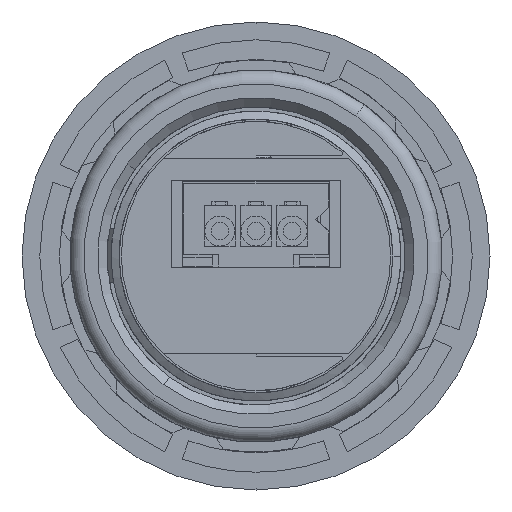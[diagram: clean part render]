
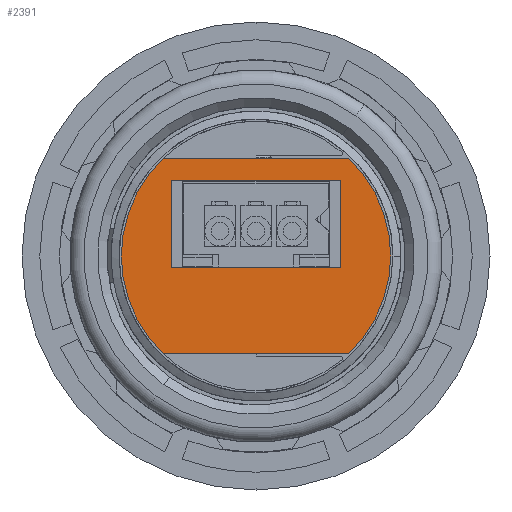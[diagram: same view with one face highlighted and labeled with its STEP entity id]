
A CAD part, front view. The second image highlights one B-rep face of the part: STEP entity #2391.
In plain terms, the highlighted planar face has unit normal (0, -1, 0).
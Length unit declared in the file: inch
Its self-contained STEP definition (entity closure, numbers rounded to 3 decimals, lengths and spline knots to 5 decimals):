
#189 = VECTOR ( 'NONE', #15039, 39.37008 ) ;
#2391 = ADVANCED_FACE ( 'NONE', ( #24294, #36680 ), #9458, .T. ) ;
#3195 = CARTESIAN_POINT ( 'NONE',  ( -0.24739, -1.1955, 0.2605 ) ) ;
#3578 = ORIENTED_EDGE ( 'NONE', *, *, #32712, .F. ) ;
#4350 = CARTESIAN_POINT ( 'NONE',  ( 0., -1.1955, 0. ) ) ;
#4694 = VERTEX_POINT ( 'NONE', #3195 ) ;
#4822 = ORIENTED_EDGE ( 'NONE', *, *, #9372, .T. ) ;
#5584 = ORIENTED_EDGE ( 'NONE', *, *, #26830, .T. ) ;
#6286 = CARTESIAN_POINT ( 'NONE',  ( 0.226, -1.1955, -0.0295 ) ) ;
#6340 = DIRECTION ( 'NONE',  ( 1., 0., 0. ) ) ;
#6692 = CARTESIAN_POINT ( 'NONE',  ( 0.226, -1.1955, -0.0295 ) ) ;
#6966 = CARTESIAN_POINT ( 'NONE',  ( 0.226, -1.1955, 0.2005 ) ) ;
#7239 = ORIENTED_EDGE ( 'NONE', *, *, #36594, .F. ) ;
#7266 = VERTEX_POINT ( 'NONE', #19936 ) ;
#7435 = ORIENTED_EDGE ( 'NONE', *, *, #9833, .F. ) ;
#7462 = DIRECTION ( 'NONE',  ( 0., -1., 0. ) ) ;
#7503 = EDGE_CURVE ( 'NONE', #16356, #7266, #8899, .T. ) ;
#7683 = AXIS2_PLACEMENT_3D ( 'NONE', #4350, #7462, #10436 ) ;
#7742 = CARTESIAN_POINT ( 'NONE',  ( -0.226, -1.1955, -0.0295 ) ) ;
#8229 = EDGE_CURVE ( 'NONE', #4694, #14320, #23272, .T. ) ;
#8284 = DIRECTION ( 'NONE',  ( -1., 0., 0. ) ) ;
#8899 = LINE ( 'NONE', #38551, #33807 ) ;
#9158 = VECTOR ( 'NONE', #19321, 39.37008 ) ;
#9372 = EDGE_CURVE ( 'NONE', #4694, #7266, #24782, .T. ) ;
#9458 = PLANE ( 'NONE',  #38291 ) ;
#9696 = ORIENTED_EDGE ( 'NONE', *, *, #8229, .F. ) ;
#9833 = EDGE_CURVE ( 'NONE', #18641, #10191, #38905, .T. ) ;
#9957 = CARTESIAN_POINT ( 'NONE',  ( 0., -1.1955, 0. ) ) ;
#10191 = VERTEX_POINT ( 'NONE', #28936 ) ;
#10436 = DIRECTION ( 'NONE',  ( 0., 0., -1. ) ) ;
#12770 = VECTOR ( 'NONE', #34865, 39.37008 ) ;
#12825 = CARTESIAN_POINT ( 'NONE',  ( -0.226, -1.1955, -0.0295 ) ) ;
#12927 = DIRECTION ( 'NONE',  ( 0., 0., -1. ) ) ;
#13358 = LINE ( 'NONE', #6692, #189 ) ;
#14320 = VERTEX_POINT ( 'NONE', #35105 ) ;
#15039 = DIRECTION ( 'NONE',  ( 0., 0., 1. ) ) ;
#15133 = CARTESIAN_POINT ( 'NONE',  ( 0., -1.1955, 0. ) ) ;
#16265 = DIRECTION ( 'NONE',  ( 0., -1., 0. ) ) ;
#16356 = VERTEX_POINT ( 'NONE', #27239 ) ;
#16385 = VERTEX_POINT ( 'NONE', #30308 ) ;
#18641 = VERTEX_POINT ( 'NONE', #6966 ) ;
#19321 = DIRECTION ( 'NONE',  ( 1., 0., 0. ) ) ;
#19936 = CARTESIAN_POINT ( 'NONE',  ( -0.24739, -1.1955, -0.2605 ) ) ;
#20982 = ORIENTED_EDGE ( 'NONE', *, *, #7503, .F. ) ;
#21048 = EDGE_LOOP ( 'NONE', ( #20982, #5584, #9696, #4822 ) ) ;
#22261 = AXIS2_PLACEMENT_3D ( 'NONE', #15133, #32913, #30832 ) ;
#23272 = LINE ( 'NONE', #33437, #9158 ) ;
#23957 = LINE ( 'NONE', #12825, #37631 ) ;
#24294 = FACE_BOUND ( 'NONE', #29507, .T. ) ;
#24782 = CIRCLE ( 'NONE', #7683, 0.35925 ) ;
#26606 = VERTEX_POINT ( 'NONE', #6286 ) ;
#26830 = EDGE_CURVE ( 'NONE', #16356, #14320, #28722, .T. ) ;
#27239 = CARTESIAN_POINT ( 'NONE',  ( 0.24739, -1.1955, -0.2605 ) ) ;
#28405 = CARTESIAN_POINT ( 'NONE',  ( -0.226, -1.1955, 0.2005 ) ) ;
#28598 = DIRECTION ( 'NONE',  ( 0., 0., -1. ) ) ;
#28722 = CIRCLE ( 'NONE', #22261, 0.35925 ) ;
#28936 = CARTESIAN_POINT ( 'NONE',  ( -0.226, -1.1955, 0.2005 ) ) ;
#29507 = EDGE_LOOP ( 'NONE', ( #31764, #7239, #7435, #3578 ) ) ;
#30308 = CARTESIAN_POINT ( 'NONE',  ( -0.226, -1.1955, -0.0295 ) ) ;
#30832 = DIRECTION ( 'NONE',  ( 0., 0., -1. ) ) ;
#31528 = EDGE_CURVE ( 'NONE', #16385, #26606, #23957, .T. ) ;
#31764 = ORIENTED_EDGE ( 'NONE', *, *, #31528, .F. ) ;
#32712 = EDGE_CURVE ( 'NONE', #26606, #18641, #13358, .T. ) ;
#32913 = DIRECTION ( 'NONE',  ( 0., -1., 0. ) ) ;
#33437 = CARTESIAN_POINT ( 'NONE',  ( 0., -1.1955, 0.2605 ) ) ;
#33455 = LINE ( 'NONE', #7742, #33522 ) ;
#33522 = VECTOR ( 'NONE', #28598, 39.37008 ) ;
#33807 = VECTOR ( 'NONE', #8284, 39.37008 ) ;
#34865 = DIRECTION ( 'NONE',  ( -1., 0., 0. ) ) ;
#35105 = CARTESIAN_POINT ( 'NONE',  ( 0.24739, -1.1955, 0.2605 ) ) ;
#36594 = EDGE_CURVE ( 'NONE', #10191, #16385, #33455, .T. ) ;
#36680 = FACE_OUTER_BOUND ( 'NONE', #21048, .T. ) ;
#37631 = VECTOR ( 'NONE', #6340, 39.37008 ) ;
#38291 = AXIS2_PLACEMENT_3D ( 'NONE', #9957, #16265, #12927 ) ;
#38551 = CARTESIAN_POINT ( 'NONE',  ( 0., -1.1955, -0.2605 ) ) ;
#38905 = LINE ( 'NONE', #28405, #12770 ) ;
